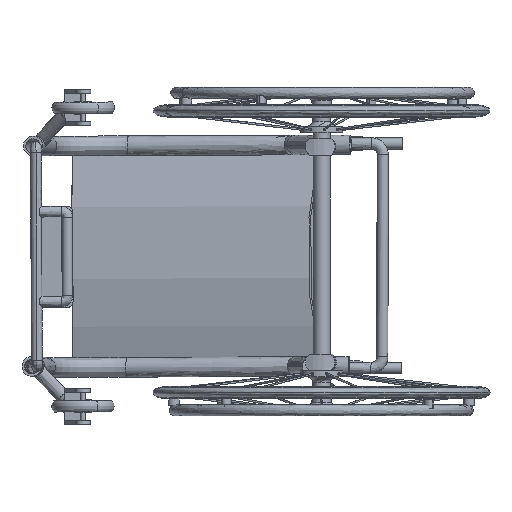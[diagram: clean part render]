
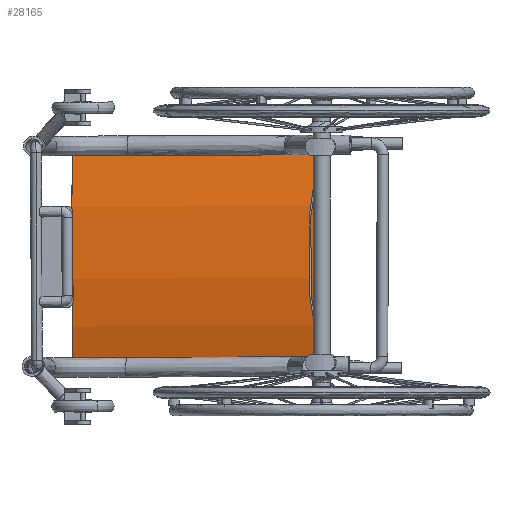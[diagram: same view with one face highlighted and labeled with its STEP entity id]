
A CAD part, front view. The second image highlights one B-rep face of the part: STEP entity #28165.
In plain terms, the highlighted free-form (B-spline) face has degree [2, 1] with [3, 2] control points.
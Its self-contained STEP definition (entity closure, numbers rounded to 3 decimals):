
#28142 = VERTEX_POINT('',#28143);
#28143 = CARTESIAN_POINT('',(-768.752,211.979,
    839.095));
#28148 = EDGE_CURVE('',#28149,#28142,#28151,.T.);
#28149 = VERTEX_POINT('',#28150);
#28150 = CARTESIAN_POINT('',(-339.133,174.392,
    840.798));
#28151 = B_SPLINE_CURVE_WITH_KNOTS('',1,(#28152,#28153),.UNSPECIFIED.,
  .F.,.F.,(2,2),(-0.,450.),.PIECEWISE_BEZIER_KNOTS.);
#28152 = CARTESIAN_POINT('',(-339.133,174.392,
    840.798));
#28153 = CARTESIAN_POINT('',(-768.752,211.979,
    839.095));
#28165 = ADVANCED_FACE('',(#28166),#28190,.T.);
#28166 = FACE_BOUND('',#28167,.T.);
#28167 = EDGE_LOOP('',(#28168,#28176,#28183,#28189));
#28168 = ORIENTED_EDGE('',*,*,#28169,.T.);
#28169 = EDGE_CURVE('',#28142,#28170,#28172,.T.);
#28170 = VERTEX_POINT('',#28171);
#28171 = CARTESIAN_POINT('',(-767.707,205.677,
    436.633));
#28172 = ( BOUNDED_CURVE() B_SPLINE_CURVE(2,(#28173,#28174,#28175),
.UNSPECIFIED.,.F.,.F.) B_SPLINE_CURVE_WITH_KNOTS((3,3),(1.287,
1.854),.PIECEWISE_BEZIER_KNOTS.) CURVE() 
GEOMETRIC_REPRESENTATION_ITEM() RATIONAL_B_SPLINE_CURVE((1.,
0.96,1.)) REPRESENTATION_ITEM('') );
#28173 = CARTESIAN_POINT('',(-768.752,211.979,
    839.095));
#28174 = CARTESIAN_POINT('',(-773.34,150.457,
    638.765));
#28175 = CARTESIAN_POINT('',(-767.707,205.677,
    436.633));
#28176 = ORIENTED_EDGE('',*,*,#28177,.F.);
#28177 = EDGE_CURVE('',#28178,#28170,#28180,.T.);
#28178 = VERTEX_POINT('',#28179);
#28179 = CARTESIAN_POINT('',(-338.089,168.09,
    438.336));
#28180 = B_SPLINE_CURVE_WITH_KNOTS('',1,(#28181,#28182),.UNSPECIFIED.,
  .F.,.F.,(2,2),(-0.,450.),.PIECEWISE_BEZIER_KNOTS.);
#28181 = CARTESIAN_POINT('',(-338.089,168.09,
    438.336));
#28182 = CARTESIAN_POINT('',(-767.707,205.677,
    436.633));
#28183 = ORIENTED_EDGE('',*,*,#28184,.F.);
#28184 = EDGE_CURVE('',#28149,#28178,#28185,.T.);
#28185 = ( BOUNDED_CURVE() B_SPLINE_CURVE(2,(#28186,#28187,#28188),
.UNSPECIFIED.,.F.,.F.) B_SPLINE_CURVE_WITH_KNOTS((3,3),(1.287,
1.854),.PIECEWISE_BEZIER_KNOTS.) CURVE() 
GEOMETRIC_REPRESENTATION_ITEM() RATIONAL_B_SPLINE_CURVE((1.,
0.96,1.)) REPRESENTATION_ITEM('') );
#28186 = CARTESIAN_POINT('',(-339.133,174.392,
    840.798));
#28187 = CARTESIAN_POINT('',(-343.721,112.87,
    640.468));
#28188 = CARTESIAN_POINT('',(-338.089,168.09,
    438.336));
#28189 = ORIENTED_EDGE('',*,*,#28148,.T.);
#28190 = ( BOUNDED_SURFACE() B_SPLINE_SURFACE(2,1,(
    (#28191,#28192)
    ,(#28193,#28194)
    ,(#28195,#28196
)),.UNSPECIFIED.,.F.,.F.,.F.) B_SPLINE_SURFACE_WITH_KNOTS((3,3),(2,2),(
    4.429,4.996),(0.,450.),.PIECEWISE_BEZIER_KNOTS.) 
GEOMETRIC_REPRESENTATION_ITEM() RATIONAL_B_SPLINE_SURFACE((
    (1.,1.)
    ,(0.96,0.96)
,(1.,1.))) REPRESENTATION_ITEM('') SURFACE() );
#28191 = CARTESIAN_POINT('',(-338.089,168.09,
    438.336));
#28192 = CARTESIAN_POINT('',(-767.707,205.677,
    436.633));
#28193 = CARTESIAN_POINT('',(-343.721,112.87,
    640.468));
#28194 = CARTESIAN_POINT('',(-773.34,150.457,
    638.765));
#28195 = CARTESIAN_POINT('',(-339.133,174.392,
    840.798));
#28196 = CARTESIAN_POINT('',(-768.752,211.979,
    839.095));
